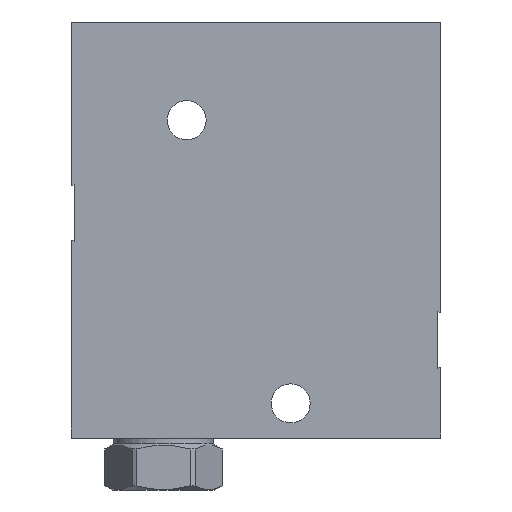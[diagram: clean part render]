
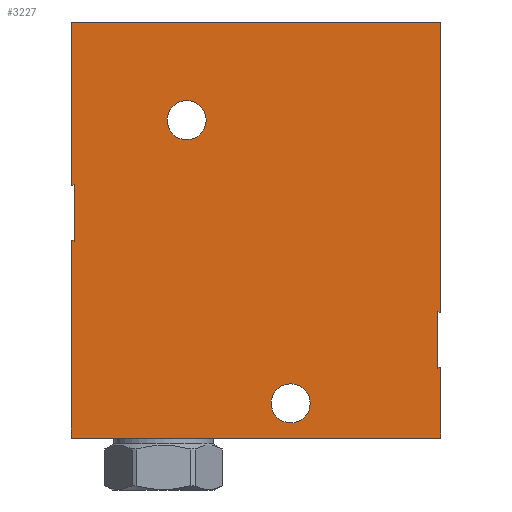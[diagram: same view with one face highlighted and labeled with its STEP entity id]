
A CAD part, front view. The second image highlights one B-rep face of the part: STEP entity #3227.
In plain terms, the highlighted planar face has unit normal (0, -1, 0).
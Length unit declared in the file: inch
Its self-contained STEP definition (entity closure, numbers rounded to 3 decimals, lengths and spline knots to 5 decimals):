
#5=DIRECTION('',(1.,0.,0.));
#6=VECTOR('',#5,4.);
#7=CARTESIAN_POINT('',(0.,-1.5,0.));
#8=LINE('',#7,#6);
#307=DIRECTION('',(1.,0.,0.));
#308=VECTOR('',#307,4.);
#309=CARTESIAN_POINT('',(0.,-1.5,4.5));
#310=LINE('',#309,#308);
#1041=CARTESIAN_POINT('',(1.25,-1.5,3.438));
#1042=DIRECTION('',(0.,-1.,0.));
#1043=DIRECTION('',(-1.,0.,0.));
#1044=AXIS2_PLACEMENT_3D('',#1041,#1042,#1043);
#1046=CARTESIAN_POINT('',(1.25,-1.5,3.438));
#1047=DIRECTION('',(0.,-1.,0.));
#1048=DIRECTION('',(1.,0.,0.));
#1049=AXIS2_PLACEMENT_3D('',#1046,#1047,#1048);
#1051=CARTESIAN_POINT('',(2.375,-1.5,0.375));
#1052=DIRECTION('',(0.,-1.,0.));
#1053=DIRECTION('',(-1.,0.,0.));
#1054=AXIS2_PLACEMENT_3D('',#1051,#1052,#1053);
#1056=CARTESIAN_POINT('',(2.375,-1.5,0.375));
#1057=DIRECTION('',(0.,-1.,0.));
#1058=DIRECTION('',(1.,0.,0.));
#1059=AXIS2_PLACEMENT_3D('',#1056,#1057,#1058);
#1061=DIRECTION('',(0.,0.,-1.));
#1062=VECTOR('',#1061,0.59582);
#1063=CARTESIAN_POINT('',(0.032,-1.5,2.73591));
#1064=LINE('',#1063,#1062);
#1065=DIRECTION('',(1.,0.,0.));
#1066=VECTOR('',#1065,0.032);
#1067=CARTESIAN_POINT('',(0.,-1.5,2.73591));
#1068=LINE('',#1067,#1066);
#1069=DIRECTION('',(0.,0.,1.));
#1070=VECTOR('',#1069,1.76409);
#1071=CARTESIAN_POINT('',(0.,-1.5,2.73591));
#1072=LINE('',#1071,#1070);
#1073=DIRECTION('',(-1.,0.,0.));
#1074=VECTOR('',#1073,0.032);
#1075=CARTESIAN_POINT('',(4.,-1.5,1.35991));
#1076=LINE('',#1075,#1074);
#1077=DIRECTION('',(0.,0.,-1.));
#1078=VECTOR('',#1077,0.59582);
#1079=CARTESIAN_POINT('',(3.968,-1.5,1.35991));
#1080=LINE('',#1079,#1078);
#1081=DIRECTION('',(-1.,0.,0.));
#1082=VECTOR('',#1081,0.032);
#1083=CARTESIAN_POINT('',(4.,-1.5,0.76409));
#1084=LINE('',#1083,#1082);
#1085=DIRECTION('',(0.,0.,1.));
#1086=VECTOR('',#1085,2.14009);
#1087=CARTESIAN_POINT('',(0.,-1.5,0.));
#1088=LINE('',#1087,#1086);
#1089=DIRECTION('',(1.,0.,0.));
#1090=VECTOR('',#1089,0.032);
#1091=CARTESIAN_POINT('',(0.,-1.5,2.14009));
#1092=LINE('',#1091,#1090);
#1124=DIRECTION('',(0.,0.,1.));
#1125=VECTOR('',#1124,0.76409);
#1126=CARTESIAN_POINT('',(4.,-1.5,0.));
#1127=LINE('',#1126,#1125);
#1133=DIRECTION('',(0.,0.,1.));
#1134=VECTOR('',#1133,3.14009);
#1135=CARTESIAN_POINT('',(4.,-1.5,1.35991));
#1136=LINE('',#1135,#1134);
#2023=CARTESIAN_POINT('',(0.,-1.5,0.));
#2025=VERTEX_POINT('',#2023);
#2026=CARTESIAN_POINT('',(4.,-1.5,0.));
#2027=VERTEX_POINT('',#2026);
#2031=CARTESIAN_POINT('',(0.,-1.5,4.5));
#2033=VERTEX_POINT('',#2031);
#2034=CARTESIAN_POINT('',(4.,-1.5,4.5));
#2035=VERTEX_POINT('',#2034);
#2159=CARTESIAN_POINT('',(3.968,-1.5,0.76409));
#2161=VERTEX_POINT('',#2159);
#2163=CARTESIAN_POINT('',(3.968,-1.5,1.35991));
#2165=VERTEX_POINT('',#2163);
#2166=CARTESIAN_POINT('',(4.,-1.5,0.76409));
#2167=VERTEX_POINT('',#2166);
#2168=CARTESIAN_POINT('',(4.,-1.5,1.35991));
#2169=VERTEX_POINT('',#2168);
#2194=CARTESIAN_POINT('',(1.039,-1.5,3.438));
#2195=CARTESIAN_POINT('',(1.461,-1.5,3.438));
#2196=VERTEX_POINT('',#2194);
#2197=VERTEX_POINT('',#2195);
#2202=CARTESIAN_POINT('',(2.164,-1.5,0.375));
#2203=CARTESIAN_POINT('',(2.586,-1.5,0.375));
#2204=VERTEX_POINT('',#2202);
#2205=VERTEX_POINT('',#2203);
#2255=CARTESIAN_POINT('',(0.032,-1.5,2.14009));
#2257=VERTEX_POINT('',#2255);
#2258=CARTESIAN_POINT('',(0.032,-1.5,2.73591));
#2259=VERTEX_POINT('',#2258);
#2260=CARTESIAN_POINT('',(0.,-1.5,2.73591));
#2261=VERTEX_POINT('',#2260);
#2262=CARTESIAN_POINT('',(0.,-1.5,2.14009));
#2263=VERTEX_POINT('',#2262);
#3191=CARTESIAN_POINT('',(0.,-1.5,0.));
#3192=DIRECTION('',(0.,-1.,0.));
#3193=DIRECTION('',(1.,0.,0.));
#3194=AXIS2_PLACEMENT_3D('',#3191,#3192,#3193);
#3195=PLANE('',#3194);
#3196=ORIENTED_EDGE('',*,*,#3156,.F.);
#3197=ORIENTED_EDGE('',*,*,#3184,.F.);
#3198=ORIENTED_EDGE('',*,*,#2384,.T.);
#3199=ORIENTED_EDGE('',*,*,#2680,.T.);
#3201=ORIENTED_EDGE('',*,*,#3200,.F.);
#3203=ORIENTED_EDGE('',*,*,#3202,.T.);
#3205=ORIENTED_EDGE('',*,*,#3204,.T.);
#3207=ORIENTED_EDGE('',*,*,#3206,.F.);
#3209=ORIENTED_EDGE('',*,*,#3208,.F.);
#3210=ORIENTED_EDGE('',*,*,#2343,.F.);
#3211=ORIENTED_EDGE('',*,*,#2365,.T.);
#3212=ORIENTED_EDGE('',*,*,#3171,.T.);
#3213=EDGE_LOOP('',(#3196,#3197,#3198,#3199,#3201,#3203,#3205,#3207,#3209,#3210,
#3211,#3212));
#3214=FACE_OUTER_BOUND('',#3213,.F.);
#3216=ORIENTED_EDGE('',*,*,#3215,.T.);
#3218=ORIENTED_EDGE('',*,*,#3217,.T.);
#3219=EDGE_LOOP('',(#3216,#3218));
#3220=FACE_BOUND('',#3219,.F.);
#3222=ORIENTED_EDGE('',*,*,#3221,.T.);
#3224=ORIENTED_EDGE('',*,*,#3223,.T.);
#3225=EDGE_LOOP('',(#3222,#3224));
#3226=FACE_BOUND('',#3225,.F.);
#3227=ADVANCED_FACE('',(#3214,#3220,#3226),#3195,.T.);
#1045=CIRCLE('',#1044,0.211);
#1050=CIRCLE('',#1049,0.211);
#1055=CIRCLE('',#1054,0.211);
#1060=CIRCLE('',#1059,0.211);
#2343=EDGE_CURVE('',#2025,#2027,#8,.T.);
#2365=EDGE_CURVE('',#2025,#2263,#1088,.T.);
#2384=EDGE_CURVE('',#2261,#2033,#1072,.T.);
#2680=EDGE_CURVE('',#2033,#2035,#310,.T.);
#3156=EDGE_CURVE('',#2259,#2257,#1064,.T.);
#3171=EDGE_CURVE('',#2263,#2257,#1092,.T.);
#3184=EDGE_CURVE('',#2261,#2259,#1068,.T.);
#3200=EDGE_CURVE('',#2169,#2035,#1136,.T.);
#3202=EDGE_CURVE('',#2169,#2165,#1076,.T.);
#3204=EDGE_CURVE('',#2165,#2161,#1080,.T.);
#3206=EDGE_CURVE('',#2167,#2161,#1084,.T.);
#3208=EDGE_CURVE('',#2027,#2167,#1127,.T.);
#3215=EDGE_CURVE('',#2204,#2205,#1055,.T.);
#3217=EDGE_CURVE('',#2205,#2204,#1060,.T.);
#3221=EDGE_CURVE('',#2196,#2197,#1045,.T.);
#3223=EDGE_CURVE('',#2197,#2196,#1050,.T.);
